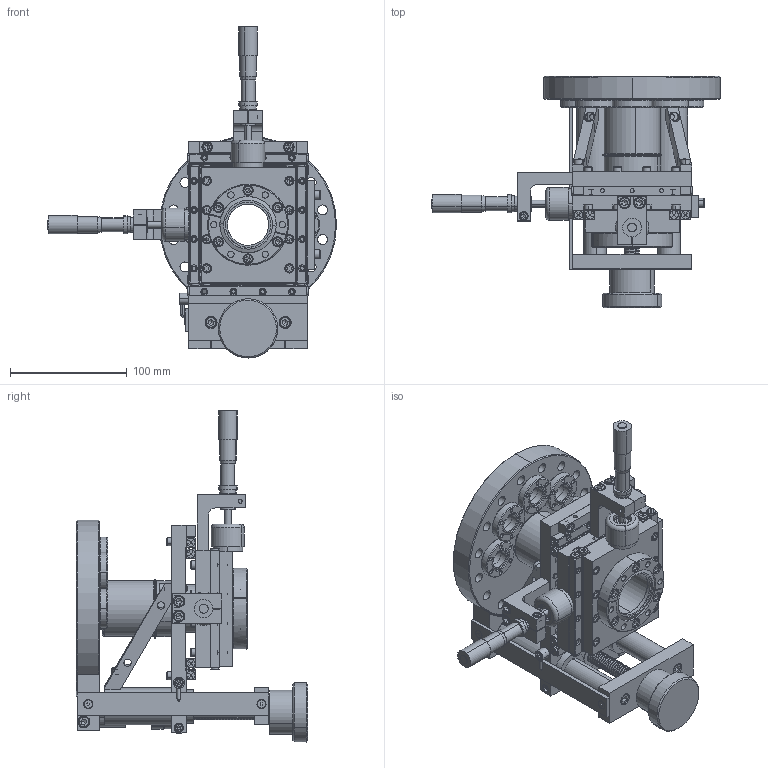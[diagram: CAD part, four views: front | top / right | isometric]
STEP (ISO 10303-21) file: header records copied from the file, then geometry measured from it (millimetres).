
FILE_DESCRIPTION (( 'STEP AP214' ), '1' );
FILE_NAME ('SN100638-01, EC-1.39-B600MC-T275T-2-SS01.STEP', '2017-08-08T19:47:41', ( 'My Thermionics' ), ( '' ), 'SwSTEP 2.0', 'SolidWorks 2010', '' );
FILE_SCHEMA (( 'AUTOMOTIVE_DESIGN' ));
Length unit declared in the file: inch
Products named in the file (1): SN100638-01, EC-1.39-B600MC-T275T-2-SS01
Bounding box: 247.75 x 198.4 x 284.63 mm (x, y, z)
Surface area: 342288.6 mm2 (no closed solid volume)
Topology: 0 solids, 196 shells, 1816 faces, 5863 edges, 4081 vertices
Faces by surface type: plane 832, cylinder 636, cone 332, torus 14, bspline 2
Entity records: 93814 total; most frequent: CARTESIAN_POINT 18516, DIRECTION 11111, ORIENTED_EDGE 9261, EDGE_CURVE 5797, VERTEX_POINT 4081, AXIS2_PLACEMENT_3D 3758, VECTOR 3595, LINE 3595
